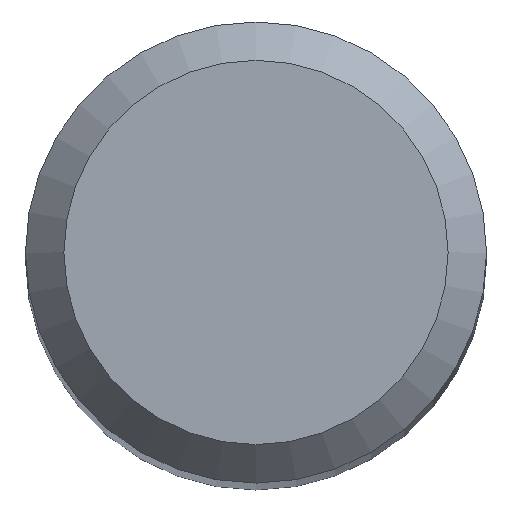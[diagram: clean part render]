
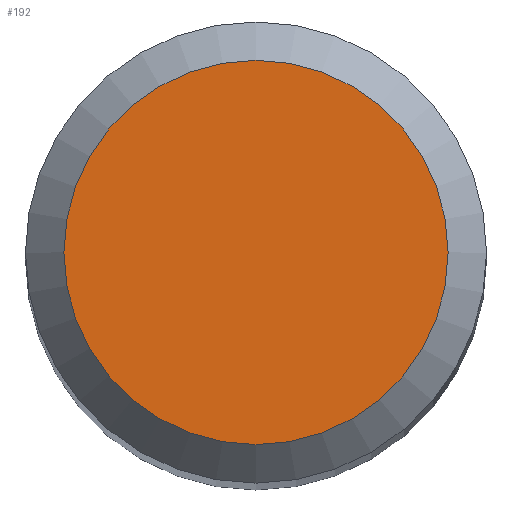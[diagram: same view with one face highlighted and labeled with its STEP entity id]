
A CAD part, top view. The second image highlights one B-rep face of the part: STEP entity #192.
In plain terms, the highlighted planar face has unit normal (0, 0, 1).
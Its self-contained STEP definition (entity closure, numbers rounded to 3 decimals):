
#53 = CARTESIAN_POINT ( 'NONE',  ( 0., 2.5, 66. ) ) ;
#74 = CARTESIAN_POINT ( 'NONE',  ( 0., 0., 66. ) ) ;
#84 = EDGE_CURVE ( 'NONE', #166, #166, #184, .T. ) ;
#95 = PLANE ( 'NONE',  #206 ) ;
#152 = EDGE_LOOP ( 'NONE', ( #161 ) ) ;
#161 = ORIENTED_EDGE ( 'NONE', *, *, #84, .F. ) ;
#164 = AXIS2_PLACEMENT_3D ( 'NONE', #179, #218, #198 ) ;
#166 = VERTEX_POINT ( 'NONE', #53 ) ;
#179 = CARTESIAN_POINT ( 'NONE',  ( 0., 0., 66. ) ) ;
#184 = CIRCLE ( 'NONE', #164, 2.5 ) ;
#192 = ADVANCED_FACE ( 'NONE', ( #222 ), #95, .F. ) ;
#198 = DIRECTION ( 'NONE',  ( 0., 1., 0. ) ) ;
#204 = DIRECTION ( 'NONE',  ( 0., 0., -1. ) ) ;
#206 = AXIS2_PLACEMENT_3D ( 'NONE', #74, #204, #219 ) ;
#218 = DIRECTION ( 'NONE',  ( 0., 0., -1. ) ) ;
#219 = DIRECTION ( 'NONE',  ( 0., 1., 0. ) ) ;
#222 = FACE_OUTER_BOUND ( 'NONE', #152, .T. ) ;
